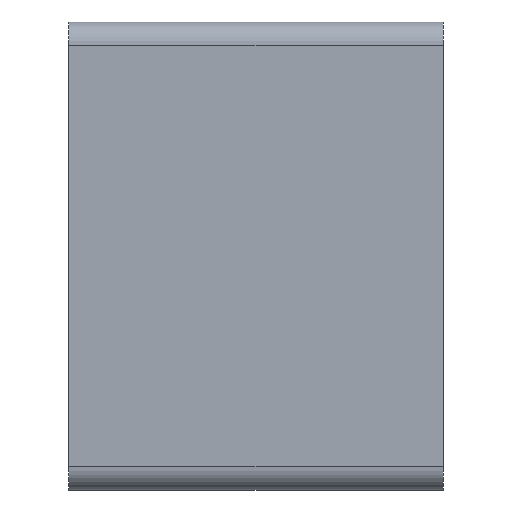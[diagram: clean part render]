
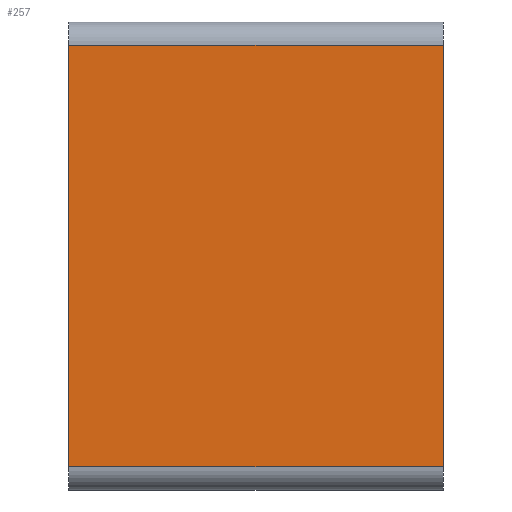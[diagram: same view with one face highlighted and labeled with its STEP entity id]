
A CAD part, left-side view. The second image highlights one B-rep face of the part: STEP entity #257.
In plain terms, the highlighted planar face has unit normal (-1, 0, 0).
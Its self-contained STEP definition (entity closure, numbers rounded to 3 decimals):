
#24=LINE('',#342,#40);
#31=LINE('',#371,#47);
#37=LINE('',#382,#53);
#38=LINE('',#384,#54);
#40=VECTOR('',#289,1000.);
#47=VECTOR('',#312,1000.);
#53=VECTOR('',#328,1000.);
#54=VECTOR('',#331,1000.);
#92=ORIENTED_EDGE('',*,*,#105,.F.);
#93=ORIENTED_EDGE('',*,*,#126,.F.);
#94=ORIENTED_EDGE('',*,*,#119,.T.);
#95=ORIENTED_EDGE('',*,*,#125,.T.);
#105=EDGE_CURVE('',#129,#130,#24,.T.);
#119=EDGE_CURVE('',#137,#143,#31,.T.);
#125=EDGE_CURVE('',#143,#130,#37,.T.);
#126=EDGE_CURVE('',#137,#129,#38,.T.);
#129=VERTEX_POINT('',#341);
#130=VERTEX_POINT('',#343);
#137=VERTEX_POINT('',#358);
#143=VERTEX_POINT('',#370);
#159=EDGE_LOOP('',(#92,#93,#94,#95));
#169=FACE_BOUND('',#159,.T.);
#176=PLANE('',#280);
#257=ADVANCED_FACE('',(#169),#176,.T.);
#280=AXIS2_PLACEMENT_3D('',#383,#329,#330);
#289=DIRECTION('',(0.,0.,1.));
#312=DIRECTION('',(0.,0.,1.));
#328=DIRECTION('',(0.,1.,0.));
#329=DIRECTION('',(-1.,0.,0.));
#330=DIRECTION('',(0.,0.,1.));
#331=DIRECTION('',(0.,1.,0.));
#341=CARTESIAN_POINT('',(-3.,4.,0.5));
#342=CARTESIAN_POINT('',(-3.,4.,0.5));
#343=CARTESIAN_POINT('',(-3.,4.,9.5));
#358=CARTESIAN_POINT('',(-3.,-4.,0.5));
#370=CARTESIAN_POINT('',(-3.,-4.,9.5));
#371=CARTESIAN_POINT('',(-3.,-4.,0.5));
#382=CARTESIAN_POINT('',(-3.,-4.,9.5));
#383=CARTESIAN_POINT('',(-3.,-4.,0.5));
#384=CARTESIAN_POINT('',(-3.,-4.,0.5));
